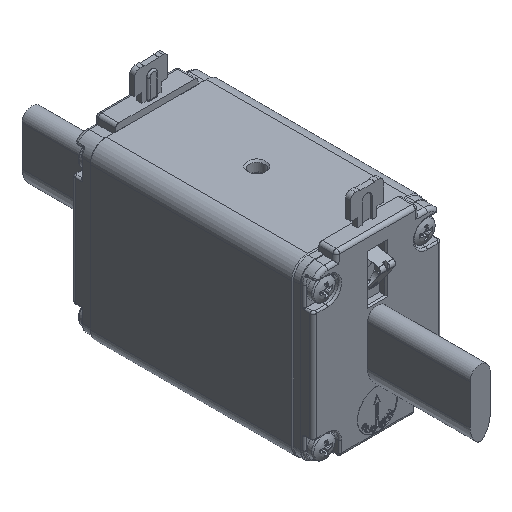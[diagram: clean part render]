
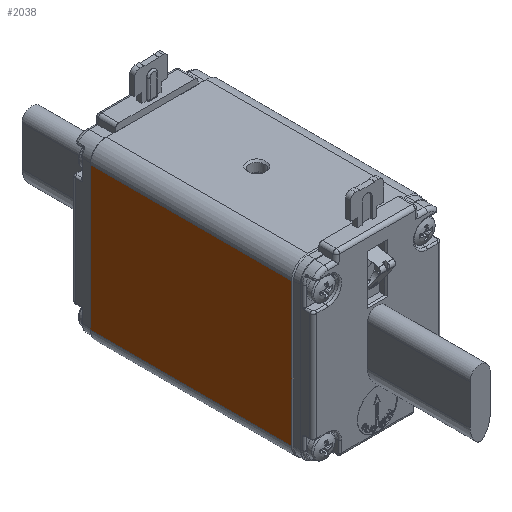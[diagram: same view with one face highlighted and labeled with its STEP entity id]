
A CAD part, isometric view. The second image highlights one B-rep face of the part: STEP entity #2038.
In plain terms, the highlighted planar face has unit normal (-1, 0, 0).
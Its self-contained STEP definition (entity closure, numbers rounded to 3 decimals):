
#2038=ADVANCED_FACE('',(#3752),#2941,.T.);
#2941=PLANE('',#21090);
#3752=FACE_OUTER_BOUND('',#4836,.T.);
#4836=EDGE_LOOP('',(#8070,#8071,#8072,#8073));
#8070=ORIENTED_EDGE('',*,*,#14350,.T.);
#8071=ORIENTED_EDGE('',*,*,#14339,.T.);
#8072=ORIENTED_EDGE('',*,*,#14342,.T.);
#8073=ORIENTED_EDGE('',*,*,#14352,.T.);
#12060=VERTEX_POINT('',#32275);
#12065=VERTEX_POINT('',#32296);
#12067=VERTEX_POINT('',#32304);
#12071=VERTEX_POINT('',#32322);
#14339=EDGE_CURVE('',#12065,#12060,#16628,.T.);
#14342=EDGE_CURVE('',#12060,#12067,#16630,.T.);
#14350=EDGE_CURVE('',#12071,#12065,#16636,.T.);
#14352=EDGE_CURVE('',#12067,#12071,#16637,.T.);
#16628=LINE('',#32299,#18364);
#16630=LINE('',#32305,#18366);
#16636=LINE('',#32321,#18372);
#16637=LINE('',#32325,#18373);
#18364=VECTOR('',#24296,1.);
#18366=VECTOR('',#24302,1.);
#18372=VECTOR('',#24322,1.);
#18373=VECTOR('',#24327,1.);
#21090=AXIS2_PLACEMENT_3D('',#32326,#24328,#24329);
#24296=DIRECTION('',(0.,0.,-1.));
#24302=DIRECTION('',(0.,-1.,0.));
#24322=DIRECTION('',(0.,1.,0.));
#24327=DIRECTION('',(0.,0.,1.));
#24328=DIRECTION('',(-1.,0.,0.));
#24329=DIRECTION('',(0.,0.,1.));
#32275=CARTESIAN_POINT('',(10.329,51.629,-0.779));
#32296=CARTESIAN_POINT('',(10.329,51.629,42.221));
#32299=CARTESIAN_POINT('',(10.329,51.629,-5.529));
#32304=CARTESIAN_POINT('',(10.329,-8.771,-0.779));
#32305=CARTESIAN_POINT('',(10.329,21.429,-0.779));
#32321=CARTESIAN_POINT('',(10.329,21.429,42.221));
#32322=CARTESIAN_POINT('',(10.329,-8.771,42.221));
#32325=CARTESIAN_POINT('',(10.329,-8.771,-5.529));
#32326=CARTESIAN_POINT('',(10.329,21.429,-5.529));
